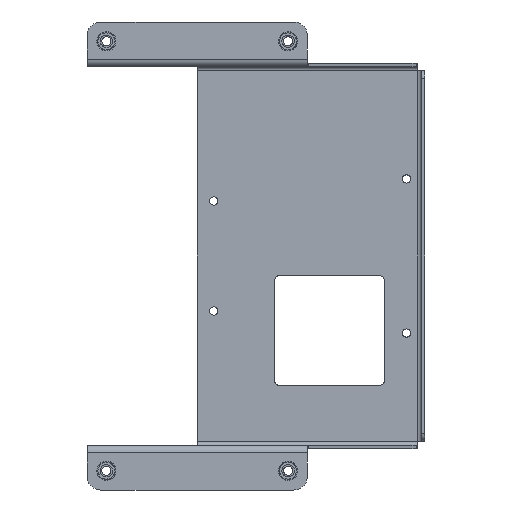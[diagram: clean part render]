
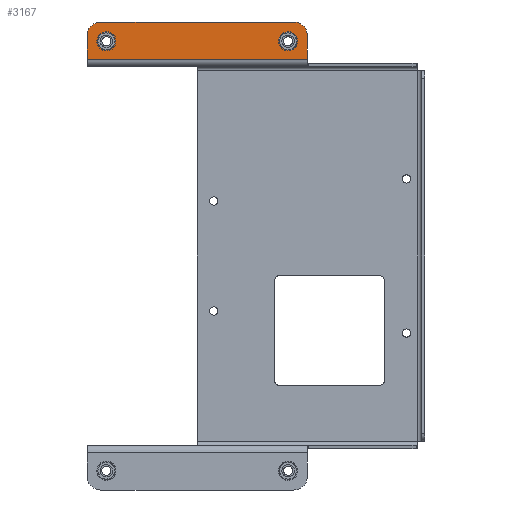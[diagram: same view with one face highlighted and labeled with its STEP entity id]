
A CAD part, front view. The second image highlights one B-rep face of the part: STEP entity #3167.
In plain terms, the highlighted planar face has unit normal (0, -1, 0).
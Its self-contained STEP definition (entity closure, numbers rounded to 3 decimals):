
#11 = CARTESIAN_POINT ( 'NONE',  ( 80., -1.2, 55. ) ) ;
#31 = EDGE_LOOP ( 'NONE', ( #1085, #33 ) ) ;
#33 = ORIENTED_EDGE ( 'NONE', *, *, #318, .T. ) ;
#35 = VERTEX_POINT ( 'NONE', #3782 ) ;
#66 = CARTESIAN_POINT ( 'NONE',  ( 78., -1.2, -13. ) ) ;
#132 = DIRECTION ( 'NONE',  ( 0., 0., 1. ) ) ;
#152 = CIRCLE ( 'NONE', #1756, 5. ) ;
#256 = CIRCLE ( 'NONE', #668, 3.05 ) ;
#318 = EDGE_CURVE ( 'NONE', #4236, #2474, #3344, .T. ) ;
#324 = ORIENTED_EDGE ( 'NONE', *, *, #4365, .T. ) ;
#351 = ORIENTED_EDGE ( 'NONE', *, *, #4084, .T. ) ;
#373 = DIRECTION ( 'NONE',  ( 0., -1., 0. ) ) ;
#374 = ORIENTED_EDGE ( 'NONE', *, *, #4708, .T. ) ;
#461 = LINE ( 'NONE', #4720, #4262 ) ;
#484 = EDGE_LOOP ( 'NONE', ( #351, #374 ) ) ;
#509 = CARTESIAN_POINT ( 'NONE',  ( 71.5, -1.2, 60. ) ) ;
#547 = EDGE_LOOP ( 'NONE', ( #1863, #4173, #3126, #4290, #4291, #324 ) ) ;
#568 = CARTESIAN_POINT ( 'NONE',  ( 78., -1.2, 49.95 ) ) ;
#612 = DIRECTION ( 'NONE',  ( 0., 0., 1. ) ) ;
#668 = AXIS2_PLACEMENT_3D ( 'NONE', #66, #3456, #132 ) ;
#676 = CARTESIAN_POINT ( 'NONE',  ( 70., -1.2, 60. ) ) ;
#710 = DIRECTION ( 'NONE',  ( 0., 0., 1. ) ) ;
#769 = CARTESIAN_POINT ( 'NONE',  ( 70., -1.2, 60. ) ) ;
#779 = AXIS2_PLACEMENT_3D ( 'NONE', #3883, #4212, #1701 ) ;
#940 = AXIS2_PLACEMENT_3D ( 'NONE', #1401, #1460, #3981 ) ;
#967 = CARTESIAN_POINT ( 'NONE',  ( 78., -1.2, -13. ) ) ;
#1039 = CIRCLE ( 'NONE', #3230, 3.05 ) ;
#1069 = EDGE_CURVE ( 'NONE', #2980, #3684, #2690, .T. ) ;
#1084 = EDGE_CURVE ( 'NONE', #2980, #35, #3809, .T. ) ;
#1085 = ORIENTED_EDGE ( 'NONE', *, *, #3594, .T. ) ;
#1361 = FACE_OUTER_BOUND ( 'NONE', #547, .T. ) ;
#1369 = CARTESIAN_POINT ( 'NONE',  ( 78., -1.2, 56.05 ) ) ;
#1401 = CARTESIAN_POINT ( 'NONE',  ( 78., -1.2, 53. ) ) ;
#1460 = DIRECTION ( 'NONE',  ( 0., 1., 0. ) ) ;
#1486 = LINE ( 'NONE', #769, #2993 ) ;
#1514 = CARTESIAN_POINT ( 'NONE',  ( 85., -1.2, 60. ) ) ;
#1520 = VERTEX_POINT ( 'NONE', #2844 ) ;
#1701 = DIRECTION ( 'NONE',  ( 0., 0., 1. ) ) ;
#1751 = VERTEX_POINT ( 'NONE', #4754 ) ;
#1756 = AXIS2_PLACEMENT_3D ( 'NONE', #3240, #4725, #2157 ) ;
#1863 = ORIENTED_EDGE ( 'NONE', *, *, #1084, .F. ) ;
#1933 = VECTOR ( 'NONE', #4058, 1000. ) ;
#1995 = FACE_BOUND ( 'NONE', #484, .T. ) ;
#2004 = VERTEX_POINT ( 'NONE', #2323 ) ;
#2017 = AXIS2_PLACEMENT_3D ( 'NONE', #11, #373, #710 ) ;
#2044 = CARTESIAN_POINT ( 'NONE',  ( 71.5, -1.2, 60. ) ) ;
#2157 = DIRECTION ( 'NONE',  ( 0., 0., 1. ) ) ;
#2250 = VERTEX_POINT ( 'NONE', #3744 ) ;
#2323 = CARTESIAN_POINT ( 'NONE',  ( 78., -1.2, -9.95 ) ) ;
#2474 = VERTEX_POINT ( 'NONE', #1369 ) ;
#2690 = CIRCLE ( 'NONE', #2017, 5. ) ;
#2708 = VERTEX_POINT ( 'NONE', #509 ) ;
#2770 = FACE_BOUND ( 'NONE', #31, .T. ) ;
#2844 = CARTESIAN_POINT ( 'NONE',  ( 80., -1.2, -20. ) ) ;
#2871 = PLANE ( 'NONE',  #3287 ) ;
#2875 = CIRCLE ( 'NONE', #779, 3.05 ) ;
#2931 = DIRECTION ( 'NONE',  ( 1., 0., 0. ) ) ;
#2971 = LINE ( 'NONE', #2044, #4296 ) ;
#2980 = VERTEX_POINT ( 'NONE', #4688 ) ;
#2993 = VECTOR ( 'NONE', #3398, 1000. ) ;
#3083 = CARTESIAN_POINT ( 'NONE',  ( 80., -1.2, 60. ) ) ;
#3126 = ORIENTED_EDGE ( 'NONE', *, *, #3512, .F. ) ;
#3167 = ADVANCED_FACE ( 'NONE', ( #2770, #1995, #1361 ), #2871, .F. ) ;
#3203 = EDGE_CURVE ( 'NONE', #1751, #1520, #461, .T. ) ;
#3230 = AXIS2_PLACEMENT_3D ( 'NONE', #967, #4613, #612 ) ;
#3240 = CARTESIAN_POINT ( 'NONE',  ( 80., -1.2, -15. ) ) ;
#3287 = AXIS2_PLACEMENT_3D ( 'NONE', #676, #4008, #3301 ) ;
#3301 = DIRECTION ( 'NONE',  ( 0., 0., 1. ) ) ;
#3344 = CIRCLE ( 'NONE', #940, 3.05 ) ;
#3398 = DIRECTION ( 'NONE',  ( 1., 0., 0. ) ) ;
#3456 = DIRECTION ( 'NONE',  ( 0., 1., 0. ) ) ;
#3495 = DIRECTION ( 'NONE',  ( 0., 0., -1. ) ) ;
#3512 = EDGE_CURVE ( 'NONE', #2708, #3684, #1486, .T. ) ;
#3594 = EDGE_CURVE ( 'NONE', #2474, #4236, #2875, .T. ) ;
#3684 = VERTEX_POINT ( 'NONE', #3083 ) ;
#3744 = CARTESIAN_POINT ( 'NONE',  ( 78., -1.2, -16.05 ) ) ;
#3782 = CARTESIAN_POINT ( 'NONE',  ( 85., -1.2, -15. ) ) ;
#3809 = LINE ( 'NONE', #1514, #1933 ) ;
#3883 = CARTESIAN_POINT ( 'NONE',  ( 78., -1.2, 53. ) ) ;
#3981 = DIRECTION ( 'NONE',  ( 0., 0., 1. ) ) ;
#4008 = DIRECTION ( 'NONE',  ( 0., 1., 0. ) ) ;
#4058 = DIRECTION ( 'NONE',  ( 0., 0., -1. ) ) ;
#4084 = EDGE_CURVE ( 'NONE', #2004, #2250, #1039, .T. ) ;
#4173 = ORIENTED_EDGE ( 'NONE', *, *, #1069, .T. ) ;
#4212 = DIRECTION ( 'NONE',  ( 0., 1., 0. ) ) ;
#4236 = VERTEX_POINT ( 'NONE', #568 ) ;
#4262 = VECTOR ( 'NONE', #2931, 1000. ) ;
#4290 = ORIENTED_EDGE ( 'NONE', *, *, #4654, .T. ) ;
#4291 = ORIENTED_EDGE ( 'NONE', *, *, #3203, .T. ) ;
#4296 = VECTOR ( 'NONE', #3495, 1000. ) ;
#4365 = EDGE_CURVE ( 'NONE', #1520, #35, #152, .T. ) ;
#4613 = DIRECTION ( 'NONE',  ( 0., 1., 0. ) ) ;
#4654 = EDGE_CURVE ( 'NONE', #2708, #1751, #2971, .T. ) ;
#4688 = CARTESIAN_POINT ( 'NONE',  ( 85., -1.2, 55. ) ) ;
#4708 = EDGE_CURVE ( 'NONE', #2250, #2004, #256, .T. ) ;
#4720 = CARTESIAN_POINT ( 'NONE',  ( 70., -1.2, -20. ) ) ;
#4725 = DIRECTION ( 'NONE',  ( 0., -1., 0. ) ) ;
#4754 = CARTESIAN_POINT ( 'NONE',  ( 71.5, -1.2, -20. ) ) ;
